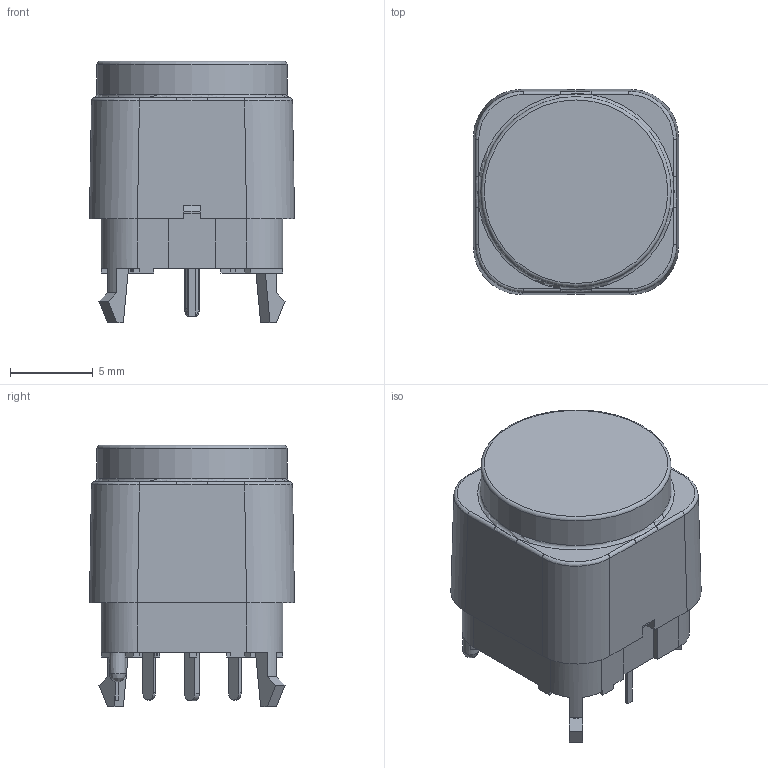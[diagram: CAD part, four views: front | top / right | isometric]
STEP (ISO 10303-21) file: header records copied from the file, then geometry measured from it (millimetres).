
FILE_DESCRIPTION(/* description */ (''),/* implementation_level */ '2;1');
FILE_NAME(/* name */ 'PB350DTRx.stp',/* time_stamp */ '2024-04-25T16:36:54-05:00',/* author */ ('mroman'),/* organization */ (''),/* preprocessor_version */ 'ST-DEVELOPER v18.1',/* originating_system */ 'Autodesk Inventor 2022',/* authorisation */ '');
FILE_SCHEMA (('AUTOMOTIVE_DESIGN { 1 0 10303 214 3 1 1 }'));
Length unit declared in the file: millimetre
Products named in the file (1): PB350DTRx
Bounding box: 12.4 x 12.4 x 15.8 mm (x, y, z)
Volume: 631.7 mm3; surface area: 2328.9 mm2
Topology: 1 solids, 1 shells, 696 faces, 1819 edges, 1145 vertices
Faces by surface type: plane 454, cylinder 144, bspline 47, torus 34, sphere 16, cone 1
Full cylindrical faces by diameter (mm): 0.7 x4, 1.1 x4, 2 x4, 11.5 x1
Entity records: 23746 total; most frequent: CARTESIAN_POINT 6685, ORIENTED_EDGE 3634, DIRECTION 3365, EDGE_CURVE 1817, LINE 1395, VECTOR 1395, VERTEX_POINT 1145, AXIS2_PLACEMENT_3D 985
